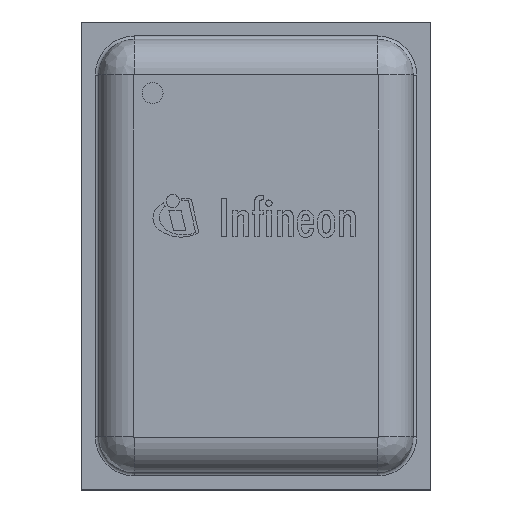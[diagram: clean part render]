
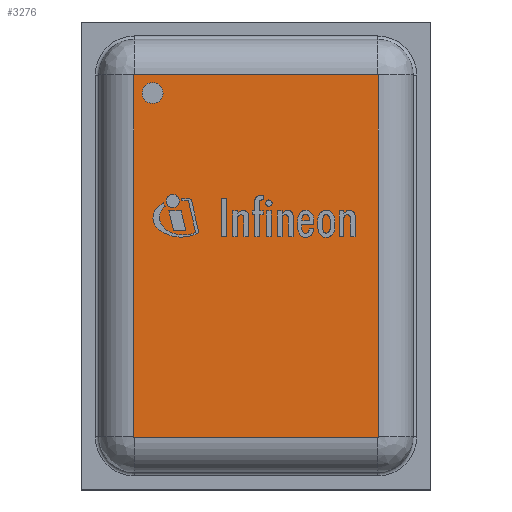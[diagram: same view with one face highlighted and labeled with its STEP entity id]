
A CAD part, top view. The second image highlights one B-rep face of the part: STEP entity #3276.
In plain terms, the highlighted planar face has unit normal (0, 0, 1).
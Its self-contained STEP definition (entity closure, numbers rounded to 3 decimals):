
#132=FACE_BOUND('',#529,.T.);
#182=CIRCLE('',#3529,0.005);
#184=CIRCLE('',#3531,0.005);
#189=CIRCLE('',#3538,0.005);
#191=CIRCLE('',#3540,0.005);
#193=CIRCLE('',#3548,0.075);
#306=FACE_OUTER_BOUND('',#528,.T.);
#528=EDGE_LOOP('',(#2413,#2414,#2415,#2416,#2417,#2418,#2419,#2420));
#529=EDGE_LOOP('',(#2421));
#774=LINE('',#4798,#1127);
#775=LINE('',#4828,#1128);
#776=LINE('',#4833,#1129);
#778=LINE('',#4861,#1131);
#1127=VECTOR('',#3948,1.);
#1128=VECTOR('',#3963,1.);
#1129=VECTOR('',#3968,1.);
#1131=VECTOR('',#3982,1.);
#1471=VERTEX_POINT('',#4792);
#1473=VERTEX_POINT('',#4796);
#1474=VERTEX_POINT('',#4808);
#1476=VERTEX_POINT('',#4821);
#1477=VERTEX_POINT('',#4826);
#1479=VERTEX_POINT('',#4831);
#1480=VERTEX_POINT('',#4844);
#1481=VERTEX_POINT('',#4856);
#1482=VERTEX_POINT('',#4870);
#1814=EDGE_CURVE('',#1473,#1471,#774,.T.);
#1816=EDGE_CURVE('',#1471,#1474,#182,.T.);
#1818=EDGE_CURVE('',#1476,#1473,#184,.T.);
#1821=EDGE_CURVE('',#1474,#1477,#775,.T.);
#1823=EDGE_CURVE('',#1479,#1476,#776,.T.);
#1826=EDGE_CURVE('',#1477,#1480,#189,.T.);
#1828=EDGE_CURVE('',#1481,#1479,#191,.T.);
#1830=EDGE_CURVE('',#1480,#1481,#778,.T.);
#1834=EDGE_CURVE('',#1482,#1482,#193,.T.);
#2413=ORIENTED_EDGE('',*,*,#1814,.F.);
#2414=ORIENTED_EDGE('',*,*,#1818,.F.);
#2415=ORIENTED_EDGE('',*,*,#1823,.F.);
#2416=ORIENTED_EDGE('',*,*,#1828,.F.);
#2417=ORIENTED_EDGE('',*,*,#1830,.F.);
#2418=ORIENTED_EDGE('',*,*,#1826,.F.);
#2419=ORIENTED_EDGE('',*,*,#1821,.F.);
#2420=ORIENTED_EDGE('',*,*,#1816,.F.);
#2421=ORIENTED_EDGE('',*,*,#1834,.T.);
#3094=PLANE('',#3547);
#3276=ADVANCED_FACE('',(#306,#132),#3094,.T.);
#3529=AXIS2_PLACEMENT_3D('',#4810,#3951,#3952);
#3531=AXIS2_PLACEMENT_3D('',#4823,#3955,#3956);
#3538=AXIS2_PLACEMENT_3D('',#4846,#3972,#3973);
#3540=AXIS2_PLACEMENT_3D('',#4858,#3976,#3977);
#3547=AXIS2_PLACEMENT_3D('',#4869,#3994,#3995);
#3548=AXIS2_PLACEMENT_3D('',#4871,#3996,#3997);
#3948=DIRECTION('',(0.,1.,0.));
#3951=DIRECTION('center_axis',(0.,0.,-1.));
#3952=DIRECTION('ref_axis',(-0.707,0.707,0.));
#3955=DIRECTION('center_axis',(0.,0.,-1.));
#3956=DIRECTION('ref_axis',(-0.707,-0.707,0.));
#3963=DIRECTION('',(1.,0.,0.));
#3968=DIRECTION('',(-1.,0.,0.));
#3972=DIRECTION('center_axis',(0.,0.,-1.));
#3973=DIRECTION('ref_axis',(0.707,0.707,0.));
#3976=DIRECTION('center_axis',(0.,0.,-1.));
#3977=DIRECTION('ref_axis',(0.707,-0.707,0.));
#3982=DIRECTION('',(0.,-1.,0.));
#3994=DIRECTION('center_axis',(0.,0.,1.));
#3995=DIRECTION('ref_axis',(1.,0.,0.));
#3996=DIRECTION('center_axis',(0.,0.,-1.));
#3997=DIRECTION('ref_axis',(-1.,0.,0.));
#4792=CARTESIAN_POINT('',(-0.875,1.295,1.06));
#4796=CARTESIAN_POINT('',(-0.875,-1.295,1.06));
#4798=CARTESIAN_POINT('',(-0.875,0.775,1.06));
#4808=CARTESIAN_POINT('',(-0.87,1.3,1.06));
#4810=CARTESIAN_POINT('Origin',(-0.87,1.295,1.06));
#4821=CARTESIAN_POINT('',(-0.87,-1.3,1.06));
#4823=CARTESIAN_POINT('Origin',(-0.87,-1.295,1.06));
#4826=CARTESIAN_POINT('',(0.87,1.3,1.06));
#4828=CARTESIAN_POINT('',(0.563,1.3,1.06));
#4831=CARTESIAN_POINT('',(0.87,-1.3,1.06));
#4833=CARTESIAN_POINT('',(-0.563,-1.3,1.06));
#4844=CARTESIAN_POINT('',(0.875,1.295,1.06));
#4846=CARTESIAN_POINT('Origin',(0.87,1.295,1.06));
#4856=CARTESIAN_POINT('',(0.875,-1.295,1.06));
#4858=CARTESIAN_POINT('Origin',(0.87,-1.295,1.06));
#4861=CARTESIAN_POINT('',(0.875,-0.775,1.06));
#4869=CARTESIAN_POINT('Origin',(0.,0.,1.06));
#4870=CARTESIAN_POINT('',(-0.665,1.165,1.06));
#4871=CARTESIAN_POINT('Origin',(-0.74,1.165,1.06));
